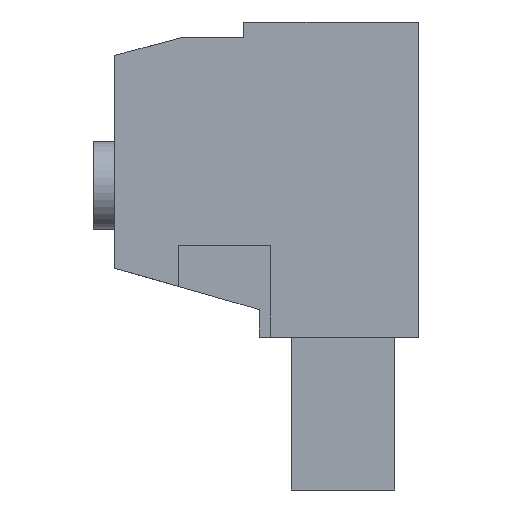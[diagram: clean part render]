
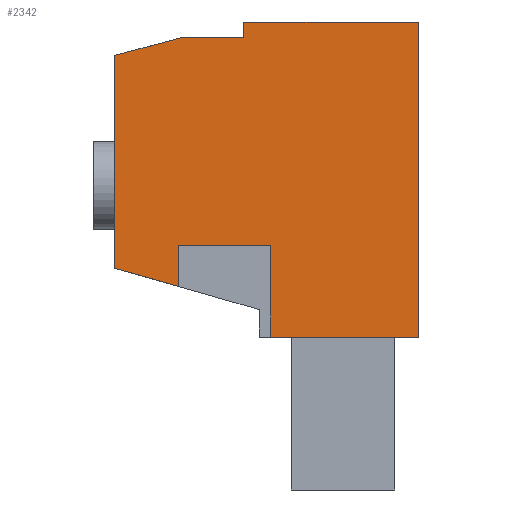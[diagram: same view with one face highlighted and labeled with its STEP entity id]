
A CAD part, left-side view. The second image highlights one B-rep face of the part: STEP entity #2342.
In plain terms, the highlighted planar face has unit normal (-1, 0, 0).
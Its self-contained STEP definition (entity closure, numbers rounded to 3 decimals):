
#2266=AXIS2_PLACEMENT_3D('Plane Axis2P3D',#2263,#2264,#2265) ;
#814=CARTESIAN_POINT('Vertex',(0.,0.,14.4)) ;
#817=CARTESIAN_POINT('Line Origine',(0.,6.95,14.4)) ;
#821=CARTESIAN_POINT('Vertex',(0.,13.9,14.4)) ;
#1980=CARTESIAN_POINT('Vertex',(0.,0.,44.1)) ;
#1983=CARTESIAN_POINT('Line Origine',(0.,0.,29.25)) ;
#2263=CARTESIAN_POINT('Axis2P3D Location',(0.,0.,0.)) ;
#2268=CARTESIAN_POINT('Line Origine',(0.,8.225,44.1)) ;
#2272=CARTESIAN_POINT('Vertex',(0.,16.45,44.1)) ;
#2275=CARTESIAN_POINT('Line Origine',(0.,16.45,43.35)) ;
#2279=CARTESIAN_POINT('Vertex',(0.,16.45,42.6)) ;
#2282=CARTESIAN_POINT('Line Origine',(0.,19.446,42.6)) ;
#2286=CARTESIAN_POINT('Vertex',(0.,22.442,42.6)) ;
#2289=CARTESIAN_POINT('Line Origine',(0.,25.521,41.775)) ;
#2293=CARTESIAN_POINT('Vertex',(0.,28.6,40.95)) ;
#2296=CARTESIAN_POINT('Line Origine',(0.,28.6,30.925)) ;
#2300=CARTESIAN_POINT('Vertex',(0.,28.6,20.9)) ;
#2303=CARTESIAN_POINT('Line Origine',(0.,25.6,20.04)) ;
#2307=CARTESIAN_POINT('Vertex',(0.,22.6,19.18)) ;
#2310=CARTESIAN_POINT('Line Origine',(0.,22.6,21.115)) ;
#2314=CARTESIAN_POINT('Vertex',(0.,22.6,23.05)) ;
#2317=CARTESIAN_POINT('Line Origine',(0.,18.25,23.05)) ;
#2321=CARTESIAN_POINT('Vertex',(0.,13.9,23.05)) ;
#2324=CARTESIAN_POINT('Line Origine',(0.,13.9,18.725)) ;
#818=DIRECTION('Vector Direction',(0.,1.,0.)) ;
#1984=DIRECTION('Vector Direction',(0.,0.,-1.)) ;
#2264=DIRECTION('Axis2P3D Direction',(-1.,0.,0.)) ;
#2265=DIRECTION('Axis2P3D XDirection',(0.,0.,1.)) ;
#2269=DIRECTION('Vector Direction',(0.,-1.,0.)) ;
#2276=DIRECTION('Vector Direction',(0.,0.,1.)) ;
#2283=DIRECTION('Vector Direction',(0.,-1.,0.)) ;
#2290=DIRECTION('Vector Direction',(0.,-0.966,0.259)) ;
#2297=DIRECTION('Vector Direction',(0.,0.,1.)) ;
#2304=DIRECTION('Vector Direction',(0.,0.961,0.276)) ;
#2311=DIRECTION('Vector Direction',(0.,0.,1.)) ;
#2318=DIRECTION('Vector Direction',(0.,-1.,0.)) ;
#2325=DIRECTION('Vector Direction',(0.,0.,1.)) ;
#819=VECTOR('Line Direction',#818,1.) ;
#1985=VECTOR('Line Direction',#1984,1.) ;
#2270=VECTOR('Line Direction',#2269,1.) ;
#2277=VECTOR('Line Direction',#2276,1.) ;
#2284=VECTOR('Line Direction',#2283,1.) ;
#2291=VECTOR('Line Direction',#2290,1.) ;
#2298=VECTOR('Line Direction',#2297,1.) ;
#2305=VECTOR('Line Direction',#2304,1.) ;
#2312=VECTOR('Line Direction',#2311,1.) ;
#2319=VECTOR('Line Direction',#2318,1.) ;
#2326=VECTOR('Line Direction',#2325,1.) ;
#2330=ORIENTED_EDGE('',*,*,#823,.T.) ;
#2331=ORIENTED_EDGE('',*,*,#1987,.T.) ;
#2332=ORIENTED_EDGE('',*,*,#2274,.T.) ;
#2333=ORIENTED_EDGE('',*,*,#2281,.T.) ;
#2334=ORIENTED_EDGE('',*,*,#2288,.T.) ;
#2335=ORIENTED_EDGE('',*,*,#2295,.T.) ;
#2336=ORIENTED_EDGE('',*,*,#2302,.T.) ;
#2337=ORIENTED_EDGE('',*,*,#2309,.T.) ;
#2338=ORIENTED_EDGE('',*,*,#2316,.T.) ;
#2339=ORIENTED_EDGE('',*,*,#2323,.T.) ;
#2340=ORIENTED_EDGE('',*,*,#2328,.F.) ;
#2342=ADVANCED_FACE('HOUSING',(#2341),#2267,.T.) ;
#823=EDGE_CURVE('',#822,#815,#820,.F.) ;
#1987=EDGE_CURVE('',#815,#1981,#1986,.F.) ;
#2274=EDGE_CURVE('',#1981,#2273,#2271,.F.) ;
#2281=EDGE_CURVE('',#2273,#2280,#2278,.F.) ;
#2288=EDGE_CURVE('',#2280,#2287,#2285,.F.) ;
#2295=EDGE_CURVE('',#2287,#2294,#2292,.F.) ;
#2302=EDGE_CURVE('',#2294,#2301,#2299,.F.) ;
#2309=EDGE_CURVE('',#2301,#2308,#2306,.F.) ;
#2316=EDGE_CURVE('',#2308,#2315,#2313,.T.) ;
#2323=EDGE_CURVE('',#2315,#2322,#2320,.T.) ;
#2328=EDGE_CURVE('',#822,#2322,#2327,.T.) ;
#2329=EDGE_LOOP('',(#2330,#2331,#2332,#2333,#2334,#2335,#2336,#2337,#2338,#2339,#2340)) ;
#2341=FACE_OUTER_BOUND('',#2329,.T.) ;
#820=LINE('Line',#817,#819) ;
#1986=LINE('Line',#1983,#1985) ;
#2271=LINE('Line',#2268,#2270) ;
#2278=LINE('Line',#2275,#2277) ;
#2285=LINE('Line',#2282,#2284) ;
#2292=LINE('Line',#2289,#2291) ;
#2299=LINE('Line',#2296,#2298) ;
#2306=LINE('Line',#2303,#2305) ;
#2313=LINE('Line',#2310,#2312) ;
#2320=LINE('Line',#2317,#2319) ;
#2327=LINE('Line',#2324,#2326) ;
#2267=PLANE('',#2266) ;
#815=VERTEX_POINT('',#814) ;
#822=VERTEX_POINT('',#821) ;
#1981=VERTEX_POINT('',#1980) ;
#2273=VERTEX_POINT('',#2272) ;
#2280=VERTEX_POINT('',#2279) ;
#2287=VERTEX_POINT('',#2286) ;
#2294=VERTEX_POINT('',#2293) ;
#2301=VERTEX_POINT('',#2300) ;
#2308=VERTEX_POINT('',#2307) ;
#2315=VERTEX_POINT('',#2314) ;
#2322=VERTEX_POINT('',#2321) ;
